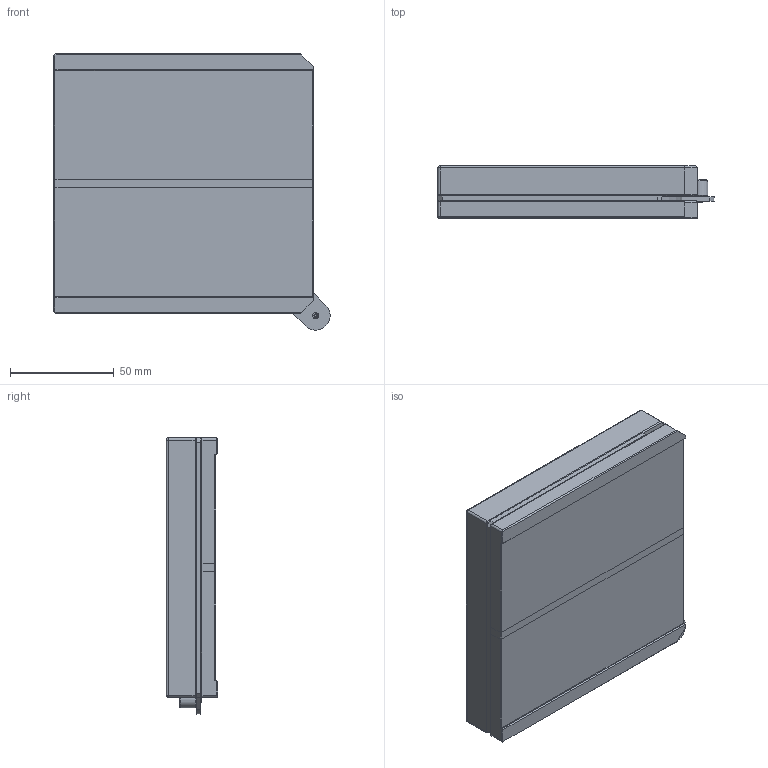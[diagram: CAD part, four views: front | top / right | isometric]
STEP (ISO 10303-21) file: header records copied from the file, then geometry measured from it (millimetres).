
FILE_DESCRIPTION (( 'STEP AP203' ), '1' );
FILE_NAME ('MMS125(«¬¿ý).STEP', '2013-10-09T05:31:09', ( '' ), ( '' ), 'SwSTEP 2.0', 'SolidWorks 2013', '' );
FILE_SCHEMA (( 'CONFIG_CONTROL_DESIGN' ));
Length unit declared in the file: centimetre
Products named in the file (2): Group1^MMS125(型錄); MMS125(型錄)
Assembly tree (1 placements, depth 2):
  MMS125(型錄)
    Group1^MMS125(型錄)
Bounding box: 133.11 x 25 x 133.11 mm (x, y, z)
Volume: 366022.1 mm3; surface area: 70887.9 mm2
Topology: 1 solids, 1 shells, 736 faces, 1926 edges, 1264 vertices
Faces by surface type: plane 477, bspline 131, cylinder 116, cone 8, torus 2, sphere 2
Entity records: 29116 total; most frequent: CARTESIAN_POINT 11545, ORIENTED_EDGE 3848, DIRECTION 3096, EDGE_CURVE 1924, VECTOR 1410, LINE 1410, VERTEX_POINT 1264, AXIS2_PLACEMENT_3D 843
